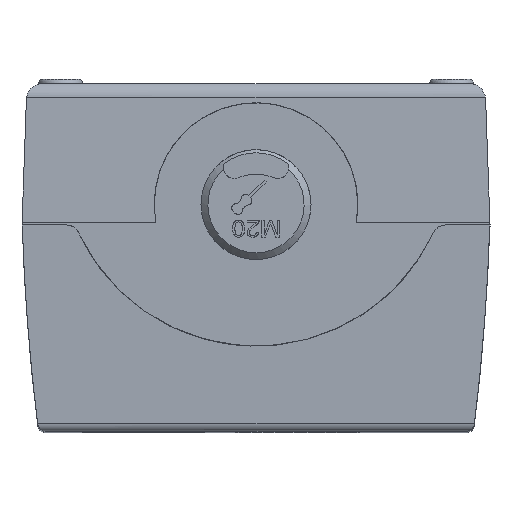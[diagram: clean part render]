
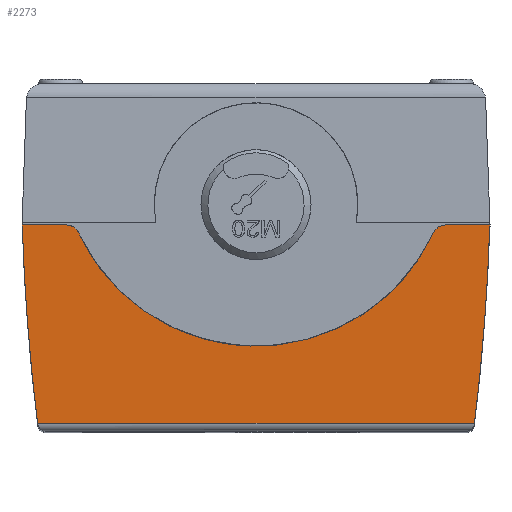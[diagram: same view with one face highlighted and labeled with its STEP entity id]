
A CAD part, top view. The second image highlights one B-rep face of the part: STEP entity #2273.
In plain terms, the highlighted planar face has unit normal (0, -0.026, 1).
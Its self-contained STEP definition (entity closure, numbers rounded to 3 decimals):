
#1729 = EDGE_CURVE( '', #4785, #4786, #4787, .T. );
#2273 = ADVANCED_FACE( '', ( #5670 ), #5671, .F. );
#2403 = EDGE_CURVE( '', #5861, #5862, #5863, .T. );
#2513 = EDGE_CURVE( '', #4634, #4786, #6021, .T. );
#2549 = EDGE_CURVE( '', #5862, #4785, #6073, .T. );
#2569 = EDGE_CURVE( '', #6102, #5747, #6103, .T. );
#3085 = EDGE_CURVE( '', #4445, #6102, #6814, .T. );
#3805 = EDGE_CURVE( '', #5861, #4445, #7698, .T. );
#4057 = EDGE_CURVE( '', #5747, #4634, #7985, .T. );
#4445 = VERTEX_POINT( '', #8512 );
#4634 = VERTEX_POINT( '', #8817 );
#4785 = VERTEX_POINT( '', #9045 );
#4786 = VERTEX_POINT( '', #9046 );
#4787 = ELLIPSE( '', #9047, 396.768, 396.632 );
#5670 = FACE_OUTER_BOUND( '', #10546, .T. );
#5671 = PLANE( '', #10547 );
#5747 = VERTEX_POINT( '', #10674 );
#5861 = VERTEX_POINT( '', #10855 );
#5862 = VERTEX_POINT( '', #10856 );
#5863 = ELLIPSE( '', #10857, 396.768, 396.632 );
#6021 = LINE( '', #11116, #11117 );
#6073 = LINE( '', #11281, #11282 );
#6102 = VERTEX_POINT( '', #11316 );
#6103 = ELLIPSE( '', #11317, 35.513, 35.501 );
#6814 = ELLIPSE( '', #12586, 2.499, 2.499 );
#7698 = LINE( '', #14157, #14158 );
#7985 = ELLIPSE( '', #14679, 2.499, 2.499 );
#8512 = CARTESIAN_POINT( '', ( 26.968, 37.492, 36.987 ) );
#8817 = CARTESIAN_POINT( '', ( -41.968, 37.492, 36.987 ) );
#9045 = CARTESIAN_POINT( '', ( -47.183, 1.461, 36.043 ) );
#9046 = CARTESIAN_POINT( '', ( -49.977, 37.49, 36.987 ) );
#9047 = AXIS2_PLACEMENT_3D( '', #15609, #15610, #15611 );
#10546 = EDGE_LOOP( '', ( #16687, #16688, #16689, #16690, #16691, #16692, #16693, #16694 ) );
#10547 = AXIS2_PLACEMENT_3D( '', #16695, #16696, #16697 );
#10674 = CARTESIAN_POINT( '', ( -39.699, 36.042, 36.949 ) );
#10855 = CARTESIAN_POINT( '', ( 34.977, 37.49, 36.987 ) );
#10856 = CARTESIAN_POINT( '', ( 32.183, 1.46, 36.043 ) );
#10857 = AXIS2_PLACEMENT_3D( '', #16901, #16902, #16903 );
#11116 = CARTESIAN_POINT( '', ( 0.262, 37.502, 36.987 ) );
#11117 = VECTOR( '', #17103, 1000. );
#11281 = CARTESIAN_POINT( '', ( 42.5, 1.461, 36.043 ) );
#11282 = VECTOR( '', #17179, 1000. );
#11316 = CARTESIAN_POINT( '', ( 24.702, 36.049, 36.949 ) );
#11317 = AXIS2_PLACEMENT_3D( '', #17240, #17241, #17242 );
#12586 = AXIS2_PLACEMENT_3D( '', #18331, #18332, #18333 );
#14157 = CARTESIAN_POINT( '', ( 38.764, 37.489, 36.987 ) );
#14158 = VECTOR( '', #19708, 1000. );
#14679 = AXIS2_PLACEMENT_3D( '', #20125, #20126, #20127 );
#15609 = CARTESIAN_POINT( '', ( 346.454, 50.107, 37.317 ) );
#15610 = DIRECTION( '', ( 0., 0.026, -1. ) );
#15611 = DIRECTION( '', ( 0., -1., -0.026 ) );
#16687 = ORIENTED_EDGE( '', *, *, #3805, .T. );
#16688 = ORIENTED_EDGE( '', *, *, #3085, .T. );
#16689 = ORIENTED_EDGE( '', *, *, #2569, .T. );
#16690 = ORIENTED_EDGE( '', *, *, #4057, .T. );
#16691 = ORIENTED_EDGE( '', *, *, #2513, .T. );
#16692 = ORIENTED_EDGE( '', *, *, #1729, .F. );
#16693 = ORIENTED_EDGE( '', *, *, #2549, .F. );
#16694 = ORIENTED_EDGE( '', *, *, #2403, .F. );
#16695 = CARTESIAN_POINT( '', ( 42.5, 1.461, 36.043 ) );
#16696 = DIRECTION( '', ( 0., 0.026, -1. ) );
#16697 = DIRECTION( '', ( -1., 0., 0. ) );
#16901 = CARTESIAN_POINT( '', ( -361.454, 50.107, 37.317 ) );
#16902 = DIRECTION( '', ( 0., 0.026, -1. ) );
#16903 = DIRECTION( '', ( 0., -1., -0.026 ) );
#17103 = DIRECTION( '', ( -1., 0., 0. ) );
#17179 = DIRECTION( '', ( -1., 0., 0. ) );
#17240 = CARTESIAN_POINT( '', ( -7.5, 50.992, 37.34 ) );
#17241 = DIRECTION( '', ( 0., 0.026, -1. ) );
#17242 = DIRECTION( '', ( 0., -1., -0.026 ) );
#18331 = CARTESIAN_POINT( '', ( 26.967, 34.994, 36.921 ) );
#18332 = DIRECTION( '', ( 0., -0.026, 1. ) );
#18333 = DIRECTION( '', ( 0., 1., 0.026 ) );
#19708 = DIRECTION( '', ( -1., 0., 0. ) );
#20125 = CARTESIAN_POINT( '', ( -41.967, 34.994, 36.921 ) );
#20126 = DIRECTION( '', ( 0., -0.026, 1. ) );
#20127 = DIRECTION( '', ( 0., 1., 0.026 ) );
